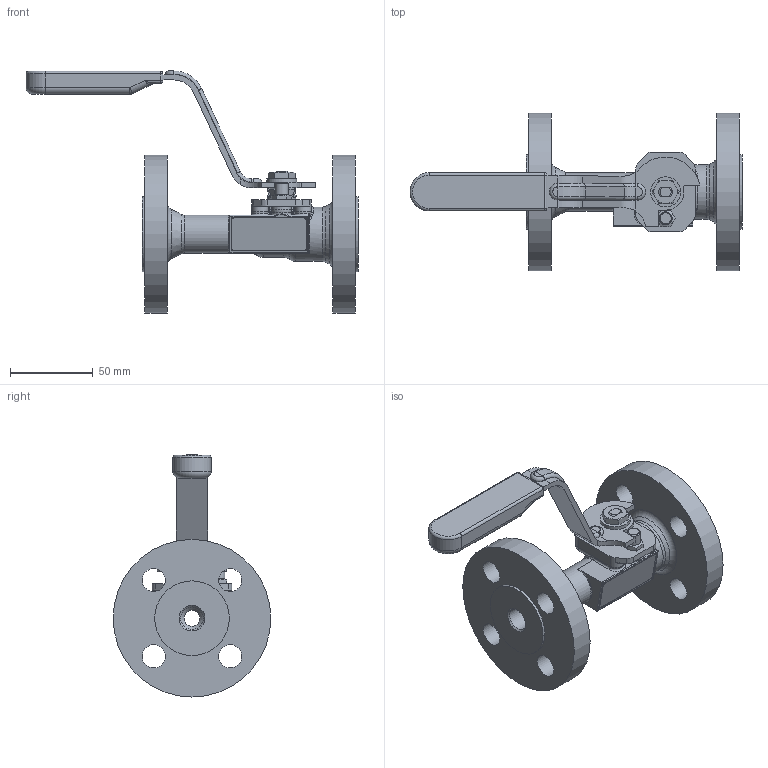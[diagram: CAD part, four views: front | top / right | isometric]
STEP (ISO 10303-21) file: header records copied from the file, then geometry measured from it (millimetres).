
FILE_DESCRIPTION(/* description */ (''),/* implementation_level */ '2;1');
FILE_NAME(/* name */ 'GA-F54-05-D40-W-A-1.stp',/* time_stamp */ '2019-09-18T16:57:24+01:00',/* author */ ('jaday'),/* organization */ (''),/* preprocessor_version */ 'ST-DEVELOPER v16.1',/* originating_system */ 'Autodesk Inventor 2016',/* authorisation */ '');
FILE_SCHEMA (('AUTOMOTIVE_DESIGN { 1 0 10303 214 3 1 1 }'));
Length unit declared in the file: millimetre
Products named in the file (1): GA-F54-05-D40-W-A-1
Bounding box: 200.04 x 95 x 145.88 mm (x, y, z)
Surface area: 67733 mm2 (no closed solid volume)
Topology: 0 solids, 1 shells, 454 faces, 1157 edges, 683 vertices
Faces by surface type: plane 177, cylinder 128, bspline 59, cone 41, torus 33, sphere 16
Full cylindrical faces by diameter (mm): 7.925 x1, 9.59 x1, 13.4 x1, 13.7 x1, 14 x8, 14.095 x1, 14.17 x1, 18.1 x1, 23 x1, 32.8 x1, 45 x2, 95 x2
Entity records: 15248 total; most frequent: CARTESIAN_POINT 4588, ORIENTED_EDGE 2160, DIRECTION 2051, EDGE_CURVE 1080, AXIS2_PLACEMENT_3D 793, VERTEX_POINT 666, EDGE_LOOP 524, LINE 465
